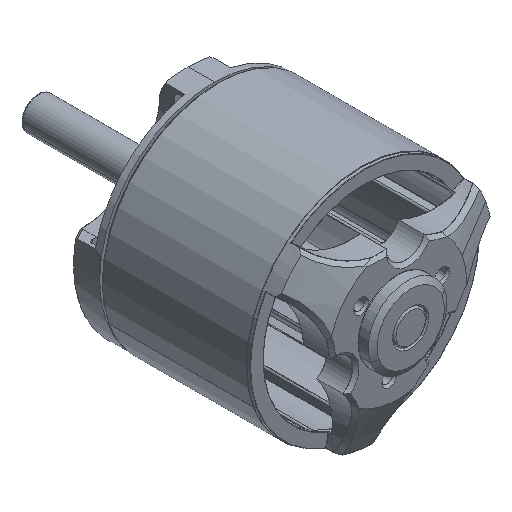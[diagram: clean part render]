
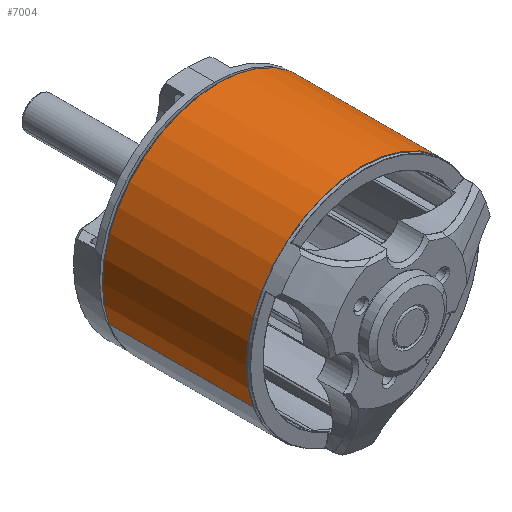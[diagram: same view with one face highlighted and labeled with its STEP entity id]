
A CAD part, isometric view. The second image highlights one B-rep face of the part: STEP entity #7004.
In plain terms, the highlighted cylindrical face has radius 17.6 mm (diameter 35.2 mm), a partial arc.
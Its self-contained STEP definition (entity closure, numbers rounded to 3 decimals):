
#105 = CARTESIAN_POINT ( 'NONE',  ( 0., -72.28, -17.6 ) ) ;
#199 = CARTESIAN_POINT ( 'NONE',  ( 0., 0., 17.6 ) ) ;
#621 = DIRECTION ( 'NONE',  ( 0., 0., 1. ) ) ;
#622 = CIRCLE ( 'NONE', #1682, 17.6 ) ;
#1098 = VERTEX_POINT ( 'NONE', #16014 ) ;
#1500 = VERTEX_POINT ( 'NONE', #8087 ) ;
#1581 = VECTOR ( 'NONE', #3453, 1000. ) ;
#1682 = AXIS2_PLACEMENT_3D ( 'NONE', #2648, #5532, #6648 ) ;
#2648 = CARTESIAN_POINT ( 'NONE',  ( 0., 0., 0. ) ) ;
#2744 = VERTEX_POINT ( 'NONE', #199 ) ;
#2771 = LINE ( 'NONE', #105, #12356 ) ;
#3028 = EDGE_CURVE ( 'NONE', #11437, #1500, #2771, .T. ) ;
#3192 = AXIS2_PLACEMENT_3D ( 'NONE', #10256, #4915, #10092 ) ;
#3230 = CARTESIAN_POINT ( 'NONE',  ( 0., -22., -17.6 ) ) ;
#3453 = DIRECTION ( 'NONE',  ( 0., 1., 0. ) ) ;
#3493 = CYLINDRICAL_SURFACE ( 'NONE', #10692, 17.6 ) ;
#4565 = ORIENTED_EDGE ( 'NONE', *, *, #13179, .F. ) ;
#4769 = FACE_OUTER_BOUND ( 'NONE', #8235, .T. ) ;
#4915 = DIRECTION ( 'NONE',  ( 0., 1., 0. ) ) ;
#5409 = DIRECTION ( 'NONE',  ( 0., 1., 0. ) ) ;
#5532 = DIRECTION ( 'NONE',  ( 0., 1., 0. ) ) ;
#6648 = DIRECTION ( 'NONE',  ( 0., 0., 1. ) ) ;
#7004 = ADVANCED_FACE ( 'NONE', ( #4769 ), #3493, .T. ) ;
#7316 = DIRECTION ( 'NONE',  ( 0., 1., 0. ) ) ;
#8087 = CARTESIAN_POINT ( 'NONE',  ( 0., 0., -17.6 ) ) ;
#8235 = EDGE_LOOP ( 'NONE', ( #11201, #15643, #12763, #4565 ) ) ;
#9444 = CIRCLE ( 'NONE', #3192, 17.6 ) ;
#9895 = LINE ( 'NONE', #11335, #1581 ) ;
#10092 = DIRECTION ( 'NONE',  ( 0., 0., -1. ) ) ;
#10256 = CARTESIAN_POINT ( 'NONE',  ( 0., -22., 0. ) ) ;
#10692 = AXIS2_PLACEMENT_3D ( 'NONE', #10870, #7316, #621 ) ;
#10870 = CARTESIAN_POINT ( 'NONE',  ( 0., -72.28, 0. ) ) ;
#11201 = ORIENTED_EDGE ( 'NONE', *, *, #3028, .F. ) ;
#11335 = CARTESIAN_POINT ( 'NONE',  ( 0., -72.28, 17.6 ) ) ;
#11437 = VERTEX_POINT ( 'NONE', #3230 ) ;
#12356 = VECTOR ( 'NONE', #5409, 1000. ) ;
#12763 = ORIENTED_EDGE ( 'NONE', *, *, #14915, .T. ) ;
#13179 = EDGE_CURVE ( 'NONE', #1500, #2744, #622, .T. ) ;
#14573 = EDGE_CURVE ( 'NONE', #11437, #1098, #9444, .T. ) ;
#14915 = EDGE_CURVE ( 'NONE', #1098, #2744, #9895, .T. ) ;
#15643 = ORIENTED_EDGE ( 'NONE', *, *, #14573, .T. ) ;
#16014 = CARTESIAN_POINT ( 'NONE',  ( 0., -22., 17.6 ) ) ;
